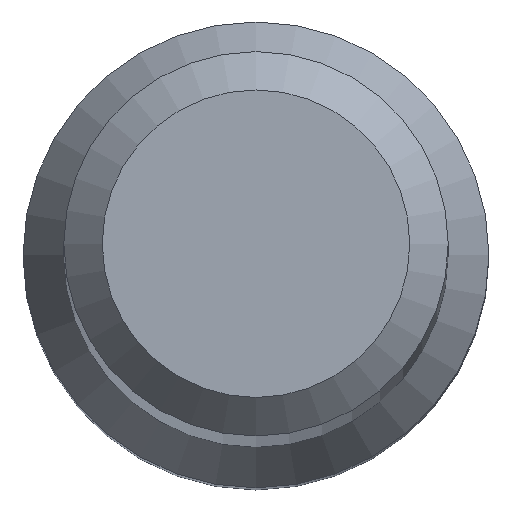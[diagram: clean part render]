
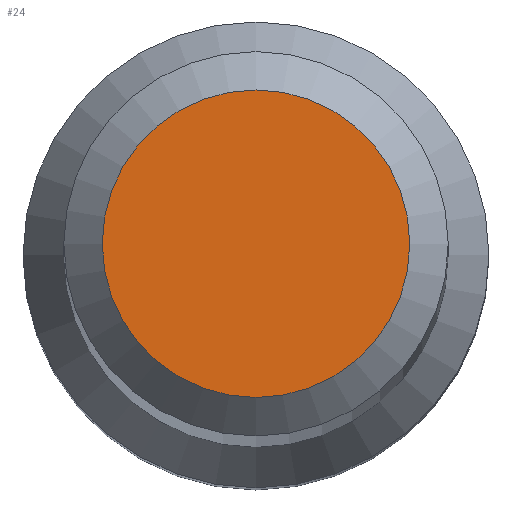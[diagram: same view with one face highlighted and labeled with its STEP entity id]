
A CAD part, top view. The second image highlights one B-rep face of the part: STEP entity #24.
In plain terms, the highlighted planar face has unit normal (0, 0, 1).
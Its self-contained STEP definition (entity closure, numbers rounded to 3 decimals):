
#6 = CIRCLE ( 'NONE', #219, 1.6 ) ;
#24 = ADVANCED_FACE ( 'NONE', ( #189 ), #79, .T. ) ;
#57 = DIRECTION ( 'NONE',  ( 0., -1., 0. ) ) ;
#62 = EDGE_CURVE ( 'NONE', #98, #98, #6, .T. ) ;
#79 = PLANE ( 'NONE',  #144 ) ;
#98 = VERTEX_POINT ( 'NONE', #121 ) ;
#102 = DIRECTION ( 'NONE',  ( 0., 0., -1. ) ) ;
#121 = CARTESIAN_POINT ( 'NONE',  ( 0., 1.6, 80. ) ) ;
#131 = DIRECTION ( 'NONE',  ( 0., 0., 1. ) ) ;
#144 = AXIS2_PLACEMENT_3D ( 'NONE', #151, #131, #57 ) ;
#151 = CARTESIAN_POINT ( 'NONE',  ( 0., 0., 80. ) ) ;
#163 = ORIENTED_EDGE ( 'NONE', *, *, #62, .F. ) ;
#174 = DIRECTION ( 'NONE',  ( 0., 1., 0. ) ) ;
#188 = EDGE_LOOP ( 'NONE', ( #163 ) ) ;
#189 = FACE_OUTER_BOUND ( 'NONE', #188, .T. ) ;
#214 = CARTESIAN_POINT ( 'NONE',  ( 0., 0., 80. ) ) ;
#219 = AXIS2_PLACEMENT_3D ( 'NONE', #214, #102, #174 ) ;
